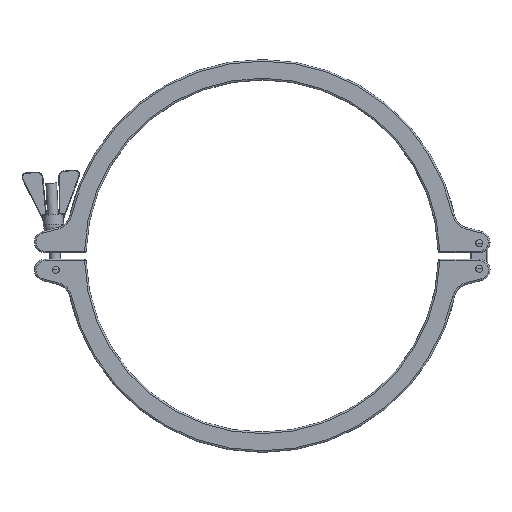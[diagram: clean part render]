
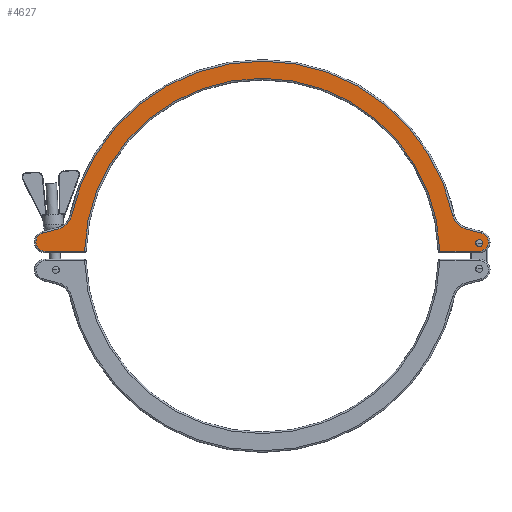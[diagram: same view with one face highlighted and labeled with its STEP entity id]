
A CAD part, top view. The second image highlights one B-rep face of the part: STEP entity #4627.
In plain terms, the highlighted planar face has unit normal (0, 0, 1).
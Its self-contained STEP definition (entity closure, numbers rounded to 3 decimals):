
#102 = CARTESIAN_POINT ( 'NONE',  ( 0., 0., 12. ) ) ;
#321 = CIRCLE ( 'NONE', #4759, 8.5 ) ;
#338 = DIRECTION ( 'NONE',  ( 0., 0., -1. ) ) ;
#361 = ORIENTED_EDGE ( 'NONE', *, *, #13486, .T. ) ;
#583 = CIRCLE ( 'NONE', #7975, 165.75 ) ;
#630 = LINE ( 'NONE', #13421, #4163 ) ;
#703 = CARTESIAN_POINT ( 'NONE',  ( -204.7, 21.21, 12. ) ) ;
#732 = CARTESIAN_POINT ( 'NONE',  ( -177.786, 37.752, 12. ) ) ;
#838 = DIRECTION ( 'NONE',  ( 1., 0., 0. ) ) ;
#877 = CARTESIAN_POINT ( 'NONE',  ( 211., 13., 12. ) ) ;
#1016 = FACE_BOUND ( 'NONE', #2101, .T. ) ;
#1112 = DIRECTION ( 'NONE',  ( 1., 0., 0. ) ) ;
#1175 = DIRECTION ( 'NONE',  ( 0., 0., 1. ) ) ;
#1317 = VERTEX_POINT ( 'NONE', #703 ) ;
#1526 = CARTESIAN_POINT ( 'NONE',  ( 189.656, 25.241, 12. ) ) ;
#1564 = DIRECTION ( 'NONE',  ( 1., 0., 0. ) ) ;
#2046 = ORIENTED_EDGE ( 'NONE', *, *, #10759, .F. ) ;
#2101 = EDGE_LOOP ( 'NONE', ( #11303, #2046 ) ) ;
#2144 = CIRCLE ( 'NONE', #13987, 181.75 ) ;
#2150 = CARTESIAN_POINT ( 'NONE',  ( -202.5, 13., 12. ) ) ;
#2281 = DIRECTION ( 'NONE',  ( 0., 0., -1. ) ) ;
#2428 = VERTEX_POINT ( 'NONE', #3097 ) ;
#2580 = CARTESIAN_POINT ( 'NONE',  ( -202.5, 4.5, 12. ) ) ;
#2595 = EDGE_CURVE ( 'NONE', #10310, #8955, #6953, .T. ) ;
#2721 = AXIS2_PLACEMENT_3D ( 'NONE', #4581, #1175, #5880 ) ;
#2811 = CARTESIAN_POINT ( 'NONE',  ( 202.5, 13., 12. ) ) ;
#3030 = VERTEX_POINT ( 'NONE', #15129 ) ;
#3097 = CARTESIAN_POINT ( 'NONE',  ( 204.7, 21.21, 12. ) ) ;
#3150 = CARTESIAN_POINT ( 'NONE',  ( -164.223, 4.5, 12. ) ) ;
#3334 = AXIS2_PLACEMENT_3D ( 'NONE', #3610, #2281, #8324 ) ;
#3369 = CARTESIAN_POINT ( 'NONE',  ( -189.656, 25.241, 12. ) ) ;
#3529 = VERTEX_POINT ( 'NONE', #8574 ) ;
#3591 = CARTESIAN_POINT ( 'NONE',  ( 202.5, 12., 12. ) ) ;
#3610 = CARTESIAN_POINT ( 'NONE',  ( -193.926, 41.179, 12. ) ) ;
#3614 = ORIENTED_EDGE ( 'NONE', *, *, #10391, .T. ) ;
#3627 = DIRECTION ( 'NONE',  ( 0., 0., 1. ) ) ;
#3855 = CARTESIAN_POINT ( 'NONE',  ( 202.5, 13., 12. ) ) ;
#3900 = EDGE_CURVE ( 'NONE', #4865, #7499, #7986, .T. ) ;
#3948 = VERTEX_POINT ( 'NONE', #12129 ) ;
#4149 = EDGE_CURVE ( 'NONE', #3529, #3948, #583, .T. ) ;
#4163 = VECTOR ( 'NONE', #13494, 1000. ) ;
#4188 = VERTEX_POINT ( 'NONE', #5941 ) ;
#4559 = ORIENTED_EDGE ( 'NONE', *, *, #4149, .T. ) ;
#4581 = CARTESIAN_POINT ( 'NONE',  ( 0., 0., 12. ) ) ;
#4627 = ADVANCED_FACE ( 'NONE', ( #8206, #1016 ), #15135, .T. ) ;
#4632 = ORIENTED_EDGE ( 'NONE', *, *, #11913, .T. ) ;
#4759 = AXIS2_PLACEMENT_3D ( 'NONE', #2150, #13898, #13675 ) ;
#4865 = VERTEX_POINT ( 'NONE', #1526 ) ;
#4969 = CARTESIAN_POINT ( 'NONE',  ( 202.5, 4.5, 12. ) ) ;
#5235 = CIRCLE ( 'NONE', #7451, 8.5 ) ;
#5685 = CARTESIAN_POINT ( 'NONE',  ( -204.7, 21.21, 12. ) ) ;
#5727 = ORIENTED_EDGE ( 'NONE', *, *, #2595, .T. ) ;
#5880 = DIRECTION ( 'NONE',  ( 1., 0., 0. ) ) ;
#5941 = CARTESIAN_POINT ( 'NONE',  ( 205.8, 12., 12. ) ) ;
#5959 = ORIENTED_EDGE ( 'NONE', *, *, #6573, .T. ) ;
#6036 = DIRECTION ( 'NONE',  ( 1., 0., 0. ) ) ;
#6063 = VERTEX_POINT ( 'NONE', #732 ) ;
#6573 = EDGE_CURVE ( 'NONE', #8955, #2428, #5235, .T. ) ;
#6613 = ORIENTED_EDGE ( 'NONE', *, *, #15140, .T. ) ;
#6779 = ORIENTED_EDGE ( 'NONE', *, *, #7269, .T. ) ;
#6953 = CIRCLE ( 'NONE', #8207, 8.5 ) ;
#7091 = VECTOR ( 'NONE', #10469, 1000. ) ;
#7269 = EDGE_CURVE ( 'NONE', #12246, #3529, #13723, .T. ) ;
#7451 = AXIS2_PLACEMENT_3D ( 'NONE', #2811, #12226, #1564 ) ;
#7499 = VERTEX_POINT ( 'NONE', #12240 ) ;
#7552 = DIRECTION ( 'NONE',  ( 1., 0., 0. ) ) ;
#7913 = ORIENTED_EDGE ( 'NONE', *, *, #11607, .T. ) ;
#7928 = DIRECTION ( 'NONE',  ( 0., 0., 1. ) ) ;
#7975 = AXIS2_PLACEMENT_3D ( 'NONE', #13256, #11162, #7552 ) ;
#7986 = CIRCLE ( 'NONE', #10916, 16.5 ) ;
#8156 = EDGE_LOOP ( 'NONE', ( #6779, #4559, #361, #5727, #5959, #8391, #12268, #4632, #3614, #7913, #6613 ) ) ;
#8206 = FACE_OUTER_BOUND ( 'NONE', #8156, .T. ) ;
#8207 = AXIS2_PLACEMENT_3D ( 'NONE', #3855, #3627, #10783 ) ;
#8273 = AXIS2_PLACEMENT_3D ( 'NONE', #3591, #11600, #1112 ) ;
#8324 = DIRECTION ( 'NONE',  ( 1., 0., 0. ) ) ;
#8373 = CARTESIAN_POINT ( 'NONE',  ( 193.926, 41.179, 12. ) ) ;
#8391 = ORIENTED_EDGE ( 'NONE', *, *, #12929, .T. ) ;
#8574 = CARTESIAN_POINT ( 'NONE',  ( -165.689, 4.5, 12. ) ) ;
#8865 = VECTOR ( 'NONE', #12285, 1000. ) ;
#8955 = VERTEX_POINT ( 'NONE', #877 ) ;
#9703 = DIRECTION ( 'NONE',  ( 1., 0., 0. ) ) ;
#10284 = VERTEX_POINT ( 'NONE', #3369 ) ;
#10310 = VERTEX_POINT ( 'NONE', #12942 ) ;
#10391 = EDGE_CURVE ( 'NONE', #6063, #10284, #13687, .T. ) ;
#10469 = DIRECTION ( 'NONE',  ( -0.966, -0.259, 0. ) ) ;
#10624 = LINE ( 'NONE', #5685, #7091 ) ;
#10759 = EDGE_CURVE ( 'NONE', #4188, #3030, #14415, .T. ) ;
#10783 = DIRECTION ( 'NONE',  ( 1., 0., 0. ) ) ;
#10916 = AXIS2_PLACEMENT_3D ( 'NONE', #8373, #338, #11046 ) ;
#10927 = CARTESIAN_POINT ( 'NONE',  ( 202.5, 12., 12. ) ) ;
#11046 = DIRECTION ( 'NONE',  ( 1., 0., 0. ) ) ;
#11079 = CIRCLE ( 'NONE', #13052, 3.3 ) ;
#11162 = DIRECTION ( 'NONE',  ( 0., 0., -1. ) ) ;
#11303 = ORIENTED_EDGE ( 'NONE', *, *, #14430, .F. ) ;
#11600 = DIRECTION ( 'NONE',  ( 0., 0., 1. ) ) ;
#11607 = EDGE_CURVE ( 'NONE', #10284, #1317, #10624, .T. ) ;
#11913 = EDGE_CURVE ( 'NONE', #7499, #6063, #2144, .T. ) ;
#12129 = CARTESIAN_POINT ( 'NONE',  ( 165.689, 4.5, 12. ) ) ;
#12167 = DIRECTION ( 'NONE',  ( 0., 0., 1. ) ) ;
#12226 = DIRECTION ( 'NONE',  ( 0., 0., 1. ) ) ;
#12240 = CARTESIAN_POINT ( 'NONE',  ( 177.786, 37.752, 12. ) ) ;
#12246 = VERTEX_POINT ( 'NONE', #2580 ) ;
#12268 = ORIENTED_EDGE ( 'NONE', *, *, #3900, .T. ) ;
#12285 = DIRECTION ( 'NONE',  ( 1., 0., 0. ) ) ;
#12929 = EDGE_CURVE ( 'NONE', #2428, #4865, #630, .T. ) ;
#12942 = CARTESIAN_POINT ( 'NONE',  ( 202.5, 4.5, 12. ) ) ;
#13052 = AXIS2_PLACEMENT_3D ( 'NONE', #10927, #12167, #9703 ) ;
#13256 = CARTESIAN_POINT ( 'NONE',  ( 0., 0., 12. ) ) ;
#13421 = CARTESIAN_POINT ( 'NONE',  ( 189.656, 25.241, 12. ) ) ;
#13486 = EDGE_CURVE ( 'NONE', #3948, #10310, #14519, .T. ) ;
#13494 = DIRECTION ( 'NONE',  ( -0.966, 0.259, 0. ) ) ;
#13675 = DIRECTION ( 'NONE',  ( 1., 0., 0. ) ) ;
#13687 = CIRCLE ( 'NONE', #3334, 16.5 ) ;
#13723 = LINE ( 'NONE', #3150, #15083 ) ;
#13898 = DIRECTION ( 'NONE',  ( 0., 0., 1. ) ) ;
#13987 = AXIS2_PLACEMENT_3D ( 'NONE', #102, #7928, #6036 ) ;
#14415 = CIRCLE ( 'NONE', #8273, 3.3 ) ;
#14430 = EDGE_CURVE ( 'NONE', #3030, #4188, #11079, .T. ) ;
#14519 = LINE ( 'NONE', #4969, #8865 ) ;
#15083 = VECTOR ( 'NONE', #838, 1000. ) ;
#15129 = CARTESIAN_POINT ( 'NONE',  ( 199.2, 12., 12. ) ) ;
#15135 = PLANE ( 'NONE',  #2721 ) ;
#15140 = EDGE_CURVE ( 'NONE', #1317, #12246, #321, .T. ) ;
